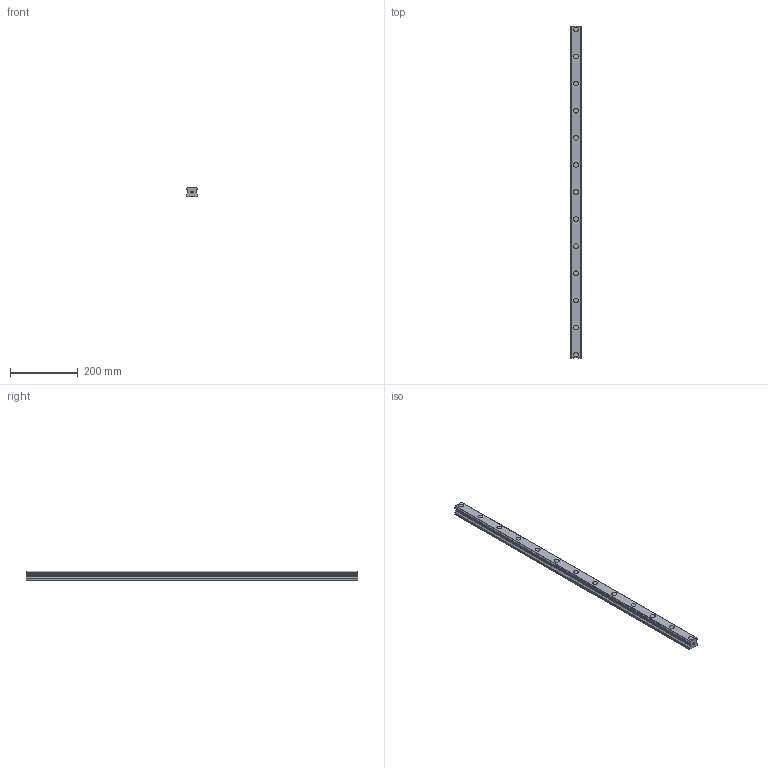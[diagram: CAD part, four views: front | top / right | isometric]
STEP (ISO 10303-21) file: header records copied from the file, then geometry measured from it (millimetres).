
FILE_DESCRIPTION(('STEP AP214'),'1');
FILE_NAME('cctmp_A32ECD68-AB42-4797-B7D9-2DB0A594AEDF_2020_6_30_9_44_39_532..stp','2020-06-30T07:44:39',('HIWIN GmbH'),('CADClick - www.CADClick.com'),'Spatial InterOp 3D',' ','unknown authorization');
FILE_SCHEMA(('AUTOMOTIVE_DESIGN'));
Length unit declared in the file: millimetre
Products named in the file (1): HGR35R980H_FILE
Bounding box: 34 x 980 x 29 mm (x, y, z)
Volume: 798784.6 mm3; surface area: 143922.8 mm2
Topology: 1 solids, 1 shells, 232 faces, 561 edges, 374 vertices
Faces by surface type: plane 132, cylinder 100
Entity records: 8705 total; most frequent: DIRECTION 1227, CARTESIAN_POINT 1168, ORIENTED_EDGE 1122, EDGE_CURVE 561, AXIS2_PLACEMENT_3D 433, VERTEX_POINT 374, LINE 361, VECTOR 361
